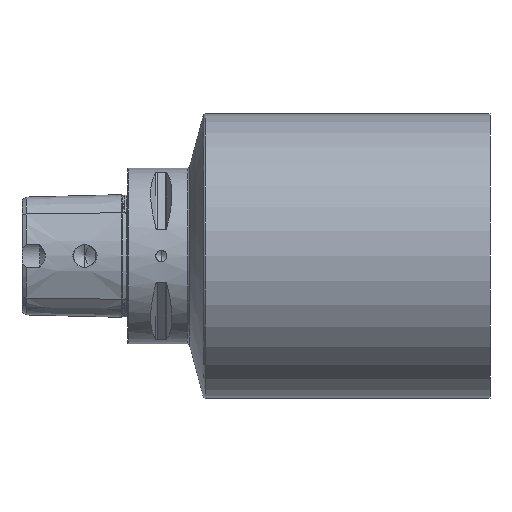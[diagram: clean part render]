
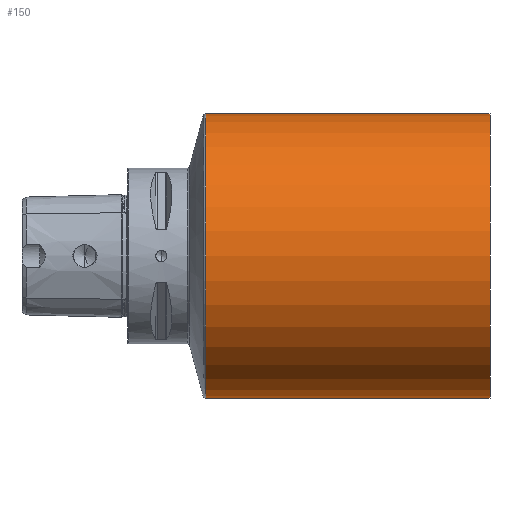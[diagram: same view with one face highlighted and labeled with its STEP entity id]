
A CAD part, front view. The second image highlights one B-rep face of the part: STEP entity #150.
In plain terms, the highlighted cylindrical face has radius 51 mm (diameter 102 mm), a partial arc.
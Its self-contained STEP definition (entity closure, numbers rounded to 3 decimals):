
#6 = VERTEX_POINT ( 'NONE', #1316 ) ;
#9 = EDGE_LOOP ( 'NONE', ( #875, #876, #877, #878 ) ) ;
#98 = DIRECTION ( 'NONE',  ( 0., 0., 1. ) ) ;
#100 = DIRECTION ( 'NONE',  ( -1., 0., 0. ) ) ;
#102 = CARTESIAN_POINT ( 'NONE',  ( -72.049, 0., 0. ) ) ;
#150 = ADVANCED_FACE ( 'NONE', ( #1431 ), #1437, .T. ) ;
#285 = VERTEX_POINT ( 'NONE', #2126 ) ;
#681 = VERTEX_POINT ( 'NONE', #2863 ) ;
#875 = ORIENTED_EDGE ( 'NONE', *, *, #4031, .F. ) ;
#876 = ORIENTED_EDGE ( 'NONE', *, *, #3938, .T. ) ;
#877 = ORIENTED_EDGE ( 'NONE', *, *, #4117, .T. ) ;
#878 = ORIENTED_EDGE ( 'NONE', *, *, #3915, .F. ) ;
#1316 = CARTESIAN_POINT ( 'NONE',  ( 130., 0., 51. ) ) ;
#1431 = FACE_OUTER_BOUND ( 'NONE', #9, .T. ) ;
#1437 = CYLINDRICAL_SURFACE ( 'NONE', #1518, 51. ) ;
#1518 = AXIS2_PLACEMENT_3D ( 'NONE', #102, #100, #98 ) ;
#1655 = AXIS2_PLACEMENT_3D ( 'NONE', #2983, #2984, #2985 ) ;
#1662 = AXIS2_PLACEMENT_3D ( 'NONE', #3028, #3029, #3030 ) ;
#2126 = CARTESIAN_POINT ( 'NONE',  ( 130., 0., -51. ) ) ;
#2366 = CIRCLE ( 'NONE', #1655, 51. ) ;
#2404 = CIRCLE ( 'NONE', #1662, 51. ) ;
#2475 = LINE ( 'NONE', #3228, #2478 ) ;
#2478 = VECTOR ( 'NONE', #3229, 1000. ) ;
#2567 = LINE ( 'NONE', #3581, #2570 ) ;
#2570 = VECTOR ( 'NONE', #3582, 1000. ) ;
#2863 = CARTESIAN_POINT ( 'NONE',  ( 27.992, 0., 51. ) ) ;
#2983 = CARTESIAN_POINT ( 'NONE',  ( 27.992, 0., 0. ) ) ;
#2984 = DIRECTION ( 'NONE',  ( -1., 0., 0. ) ) ;
#2985 = DIRECTION ( 'NONE',  ( 0., 0., 1. ) ) ;
#3028 = CARTESIAN_POINT ( 'NONE',  ( 130., 0., 0. ) ) ;
#3029 = DIRECTION ( 'NONE',  ( -1., 0., 0. ) ) ;
#3030 = DIRECTION ( 'NONE',  ( 0., 0., 1. ) ) ;
#3193 = CARTESIAN_POINT ( 'NONE',  ( 27.992, 0., -51. ) ) ;
#3228 = CARTESIAN_POINT ( 'NONE',  ( -72.049, 0., -51. ) ) ;
#3229 = DIRECTION ( 'NONE',  ( -1., 0., 0. ) ) ;
#3581 = CARTESIAN_POINT ( 'NONE',  ( -72.049, 0., 51. ) ) ;
#3582 = DIRECTION ( 'NONE',  ( -1., 0., 0. ) ) ;
#3915 = EDGE_CURVE ( 'NONE', #4018, #681, #2366, .T. ) ;
#3938 = EDGE_CURVE ( 'NONE', #285, #6, #2404, .T. ) ;
#4018 = VERTEX_POINT ( 'NONE', #3193 ) ;
#4031 = EDGE_CURVE ( 'NONE', #285, #4018, #2475, .T. ) ;
#4117 = EDGE_CURVE ( 'NONE', #6, #681, #2567, .T. ) ;
